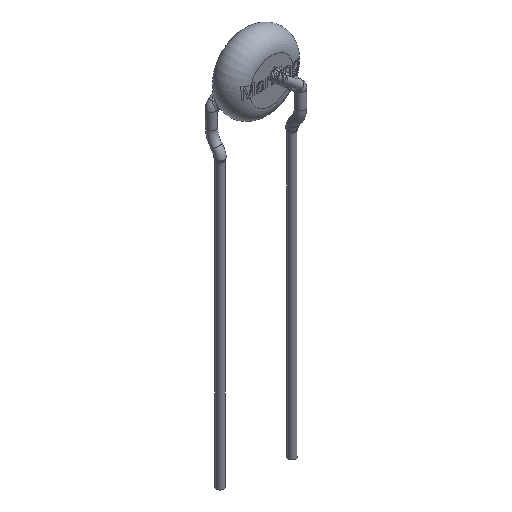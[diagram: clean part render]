
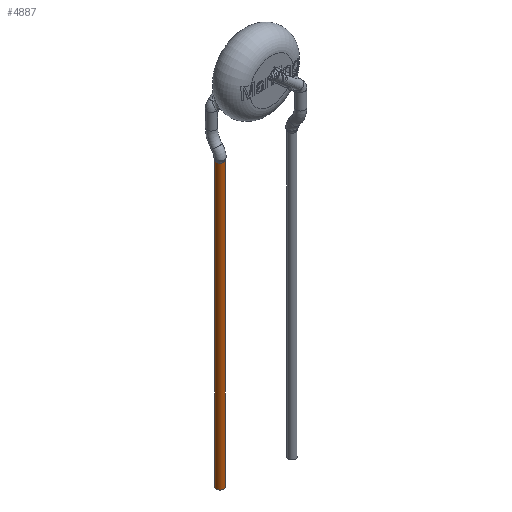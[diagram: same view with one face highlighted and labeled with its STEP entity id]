
A CAD part, isometric view. The second image highlights one B-rep face of the part: STEP entity #4887.
In plain terms, the highlighted cylindrical face has radius 0.3 mm (diameter 0.6 mm), a full revolution.
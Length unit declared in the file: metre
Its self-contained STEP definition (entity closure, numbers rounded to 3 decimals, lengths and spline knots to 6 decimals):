
#87=CIRCLE('',#5095,0.0003);
#89=CIRCLE('',#5099,0.0003);
#208=CYLINDRICAL_SURFACE('',#5100,0.0003);
#1153=ORIENTED_EDGE('',*,*,#2039,.T.);
#1154=ORIENTED_EDGE('',*,*,#2035,.F.);
#2035=EDGE_CURVE('',#2474,#2474,#87,.T.);
#2039=EDGE_CURVE('',#2478,#2478,#89,.T.);
#2474=VERTEX_POINT('',#8067);
#2478=VERTEX_POINT('',#8134);
#2995=EDGE_LOOP('',(#1153));
#2996=EDGE_LOOP('',(#1154));
#3212=FACE_BOUND('',#2995,.T.);
#3213=FACE_BOUND('',#2996,.T.);
#4887=ADVANCED_FACE('',(#3212,#3213),#208,.T.);
#5095=AXIS2_PLACEMENT_3D('',#8066,#5585,#5586);
#5099=AXIS2_PLACEMENT_3D('',#8133,#5593,#5594);
#5100=AXIS2_PLACEMENT_3D('',#8135,#5595,#5596);
#5585=DIRECTION('',(0.,0.,1.));
#5586=DIRECTION('',(1.,0.,0.));
#5593=DIRECTION('',(0.,0.,1.));
#5594=DIRECTION('',(0.,1.,0.));
#5595=DIRECTION('',(0.,0.,1.));
#5596=DIRECTION('',(1.,0.,0.));
#8066=CARTESIAN_POINT('',(-0.0025,0.0004,-0.005132));
#8067=CARTESIAN_POINT('',(-0.0022,0.0004,-0.005132));
#8133=CARTESIAN_POINT('',(-0.0025,0.0004,-0.028));
#8134=CARTESIAN_POINT('',(-0.0025,0.0007,-0.028));
#8135=CARTESIAN_POINT('',(-0.0025,0.0004,-0.028));
